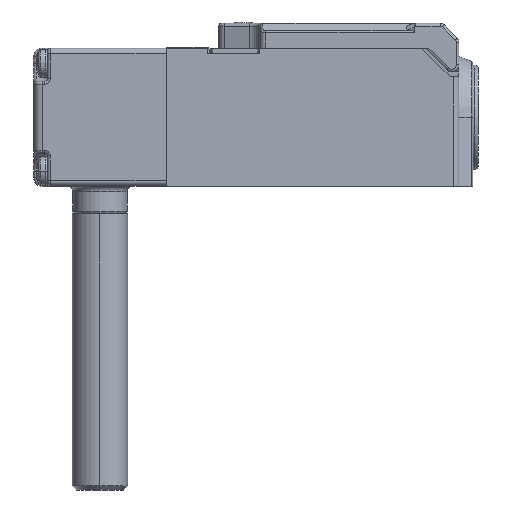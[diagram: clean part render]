
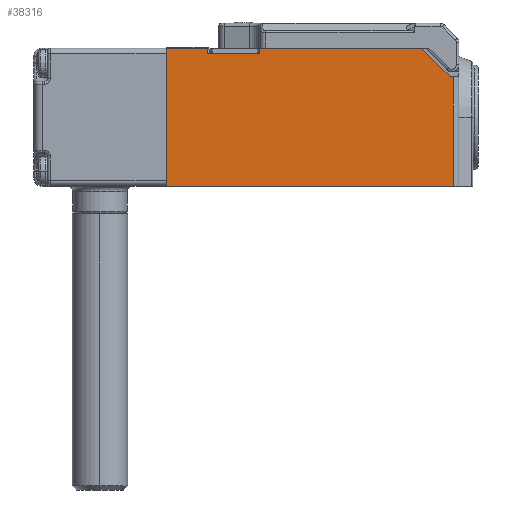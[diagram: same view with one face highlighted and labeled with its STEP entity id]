
A CAD part, left-side view. The second image highlights one B-rep face of the part: STEP entity #38316.
In plain terms, the highlighted planar face has unit normal (-1, 0, 0).
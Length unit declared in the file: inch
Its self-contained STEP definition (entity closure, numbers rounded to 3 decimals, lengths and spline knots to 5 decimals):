
#300 = VERTEX_POINT ( 'NONE', #41795 ) ;
#342 = LINE ( 'NONE', #21206, #47836 ) ;
#586 = LINE ( 'NONE', #2882, #33471 ) ;
#1614 = ORIENTED_EDGE ( 'NONE', *, *, #47722, .T. ) ;
#2683 = LINE ( 'NONE', #17123, #47388 ) ;
#2882 = CARTESIAN_POINT ( 'NONE',  ( -0.49213, 2.08661, 0.98425 ) ) ;
#3499 = DIRECTION ( 'NONE',  ( 0., 0., 1. ) ) ;
#3615 = VERTEX_POINT ( 'NONE', #31961 ) ;
#6731 = VECTOR ( 'NONE', #35701, 39.37008 ) ;
#7713 = ORIENTED_EDGE ( 'NONE', *, *, #16452, .T. ) ;
#8509 = LINE ( 'NONE', #11376, #54603 ) ;
#8918 = CARTESIAN_POINT ( 'NONE',  ( -0.49213, 1.77165, 0.94488 ) ) ;
#9086 = VERTEX_POINT ( 'NONE', #29158 ) ;
#9703 = ORIENTED_EDGE ( 'NONE', *, *, #15621, .F. ) ;
#10240 = ORIENTED_EDGE ( 'NONE', *, *, #46832, .F. ) ;
#10914 = VERTEX_POINT ( 'NONE', #49823 ) ;
#11376 = CARTESIAN_POINT ( 'NONE',  ( -0.49213, 1.79372, 0.98425 ) ) ;
#12397 = LINE ( 'NONE', #45906, #57056 ) ;
#13396 = ORIENTED_EDGE ( 'NONE', *, *, #20543, .T. ) ;
#13623 = CARTESIAN_POINT ( 'NONE',  ( -0.49213, 0.06299, 0.77953 ) ) ;
#14438 = VECTOR ( 'NONE', #36079, 39.37008 ) ;
#14907 = CARTESIAN_POINT ( 'NONE',  ( -0.49213, 1.79372, 0.98425 ) ) ;
#15621 = EDGE_CURVE ( 'NONE', #18063, #300, #2683, .T. ) ;
#15695 = VERTEX_POINT ( 'NONE', #30812 ) ;
#16038 = VECTOR ( 'NONE', #36374, 39.37008 ) ;
#16452 = EDGE_CURVE ( 'NONE', #15695, #57452, #12397, .T. ) ;
#17123 = CARTESIAN_POINT ( 'NONE',  ( -0.49213, 0.26772, 0.98425 ) ) ;
#17213 = LINE ( 'NONE', #8918, #6731 ) ;
#17902 = ORIENTED_EDGE ( 'NONE', *, *, #53444, .T. ) ;
#18063 = VERTEX_POINT ( 'NONE', #32251 ) ;
#18924 = ORIENTED_EDGE ( 'NONE', *, *, #22380, .F. ) ;
#19241 = CARTESIAN_POINT ( 'NONE',  ( -0.49213, 2.08661, 0.98425 ) ) ;
#20338 = DIRECTION ( 'NONE',  ( 1., 0., 0. ) ) ;
#20543 = EDGE_CURVE ( 'NONE', #10914, #15695, #41159, .T. ) ;
#20980 = ORIENTED_EDGE ( 'NONE', *, *, #46892, .F. ) ;
#21206 = CARTESIAN_POINT ( 'NONE',  ( -0.49213, 2.08661, 0.98425 ) ) ;
#22380 = EDGE_CURVE ( 'NONE', #40935, #3615, #33327, .T. ) ;
#22809 = VECTOR ( 'NONE', #3499, 39.37008 ) ;
#23177 = VERTEX_POINT ( 'NONE', #14907 ) ;
#23487 = DIRECTION ( 'NONE',  ( 0., 0., 1. ) ) ;
#24773 = DIRECTION ( 'NONE',  ( 0., 0., -1. ) ) ;
#26361 = CARTESIAN_POINT ( 'NONE',  ( -0.49213, 0.03937, 0.77953 ) ) ;
#27175 = ORIENTED_EDGE ( 'NONE', *, *, #56617, .F. ) ;
#28960 = CARTESIAN_POINT ( 'NONE',  ( -0.49213, 2.08661, 0.98425 ) ) ;
#29158 = CARTESIAN_POINT ( 'NONE',  ( -0.49213, 1.79372, 0.94488 ) ) ;
#29631 = DIRECTION ( 'NONE',  ( 0., 1., 0. ) ) ;
#29781 = EDGE_CURVE ( 'NONE', #9086, #23177, #8509, .T. ) ;
#30250 = CARTESIAN_POINT ( 'NONE',  ( -0.49213, 1.4252, 0.94488 ) ) ;
#30812 = CARTESIAN_POINT ( 'NONE',  ( -0.49213, 0.03937, 0. ) ) ;
#31207 = CARTESIAN_POINT ( 'NONE',  ( -0.49213, 2.08661, 0.98425 ) ) ;
#31736 = VECTOR ( 'NONE', #35686, 39.37008 ) ;
#31961 = CARTESIAN_POINT ( 'NONE',  ( -0.49213, 1.4252, 0.98425 ) ) ;
#32251 = CARTESIAN_POINT ( 'NONE',  ( -0.49213, 0.26772, 0.98425 ) ) ;
#33327 = LINE ( 'NONE', #30250, #22809 ) ;
#33471 = VECTOR ( 'NONE', #29631, 39.37008 ) ;
#34922 = DIRECTION ( 'NONE',  ( 0., -0.707, -0.707 ) ) ;
#35686 = DIRECTION ( 'NONE',  ( 0., -1., 0. ) ) ;
#35701 = DIRECTION ( 'NONE',  ( 0., -1., 0. ) ) ;
#36079 = DIRECTION ( 'NONE',  ( 0., -1., 0. ) ) ;
#36374 = DIRECTION ( 'NONE',  ( 0., -1., 0. ) ) ;
#38316 = ADVANCED_FACE ( 'NONE', ( #52142 ), #47064, .F. ) ;
#39293 = VERTEX_POINT ( 'NONE', #19241 ) ;
#39544 = LINE ( 'NONE', #13623, #14438 ) ;
#40289 = ORIENTED_EDGE ( 'NONE', *, *, #29781, .T. ) ;
#40935 = VERTEX_POINT ( 'NONE', #52789 ) ;
#41095 = AXIS2_PLACEMENT_3D ( 'NONE', #28960, #20338, #51538 ) ;
#41159 = LINE ( 'NONE', #54090, #16038 ) ;
#41795 = CARTESIAN_POINT ( 'NONE',  ( -0.49213, 0.06299, 0.77953 ) ) ;
#42583 = DIRECTION ( 'NONE',  ( 0., 0., 1. ) ) ;
#45906 = CARTESIAN_POINT ( 'NONE',  ( -0.49213, 0.03937, 0.98425 ) ) ;
#46832 = EDGE_CURVE ( 'NONE', #9086, #40935, #17213, .T. ) ;
#46892 = EDGE_CURVE ( 'NONE', #300, #57452, #39544, .T. ) ;
#47064 = PLANE ( 'NONE',  #41095 ) ;
#47388 = VECTOR ( 'NONE', #34922, 39.37008 ) ;
#47722 = EDGE_CURVE ( 'NONE', #39293, #10914, #342, .T. ) ;
#47836 = VECTOR ( 'NONE', #24773, 39.37008 ) ;
#49823 = CARTESIAN_POINT ( 'NONE',  ( -0.49213, 2.08661, 0. ) ) ;
#51538 = DIRECTION ( 'NONE',  ( 0., 1., 0. ) ) ;
#52142 = FACE_OUTER_BOUND ( 'NONE', #56463, .T. ) ;
#52789 = CARTESIAN_POINT ( 'NONE',  ( -0.49213, 1.4252, 0.94488 ) ) ;
#53444 = EDGE_CURVE ( 'NONE', #23177, #39293, #586, .T. ) ;
#54090 = CARTESIAN_POINT ( 'NONE',  ( -0.49213, 2.08661, 0. ) ) ;
#54603 = VECTOR ( 'NONE', #42583, 39.37008 ) ;
#56463 = EDGE_LOOP ( 'NONE', ( #40289, #17902, #1614, #13396, #7713, #20980, #9703, #27175, #18924, #10240 ) ) ;
#56617 = EDGE_CURVE ( 'NONE', #3615, #18063, #56809, .T. ) ;
#56809 = LINE ( 'NONE', #31207, #31736 ) ;
#57056 = VECTOR ( 'NONE', #23487, 39.37008 ) ;
#57452 = VERTEX_POINT ( 'NONE', #26361 ) ;
